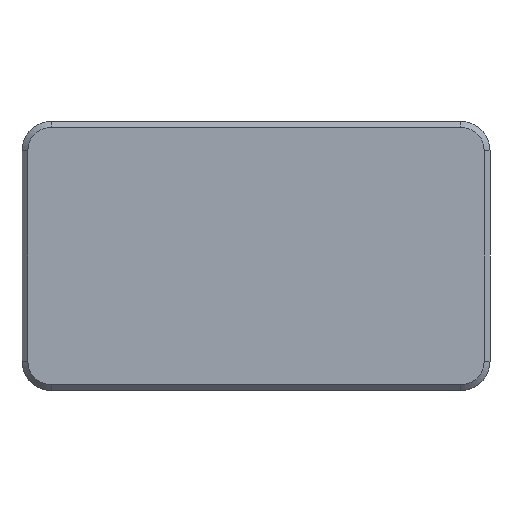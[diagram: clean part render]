
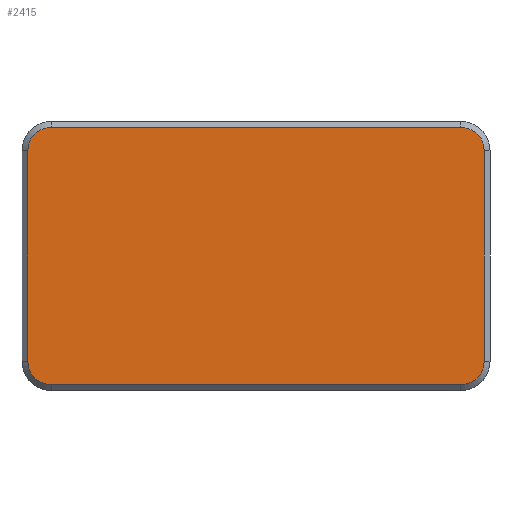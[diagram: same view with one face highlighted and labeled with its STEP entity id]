
A CAD part, front view. The second image highlights one B-rep face of the part: STEP entity #2415.
In plain terms, the highlighted planar face has unit normal (0, -1, 0).
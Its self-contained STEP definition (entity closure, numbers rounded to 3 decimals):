
#97=CIRCLE('',#2573,4.);
#99=CIRCLE('',#2577,4.);
#101=CIRCLE('',#2581,4.);
#103=CIRCLE('',#2585,4.);
#229=FACE_OUTER_BOUND('',#370,.T.);
#370=EDGE_LOOP('',(#1945,#1946,#1947,#1948,#1949,#1950,#1951,#1952));
#619=LINE('',#3913,#888);
#624=LINE('',#3925,#893);
#627=LINE('',#3936,#896);
#631=LINE('',#3948,#900);
#888=VECTOR('',#3047,10.);
#893=VECTOR('',#3060,10.);
#896=VECTOR('',#3071,10.);
#900=VECTOR('',#3083,10.);
#1122=VERTEX_POINT('',#3910);
#1123=VERTEX_POINT('',#3912);
#1125=VERTEX_POINT('',#3918);
#1126=VERTEX_POINT('',#3923);
#1128=VERTEX_POINT('',#3928);
#1130=VERTEX_POINT('',#3934);
#1132=VERTEX_POINT('',#3940);
#1134=VERTEX_POINT('',#3946);
#1403=EDGE_CURVE('',#1122,#1123,#619,.T.);
#1407=EDGE_CURVE('',#1125,#1122,#97,.T.);
#1410=EDGE_CURVE('',#1126,#1125,#624,.T.);
#1412=EDGE_CURVE('',#1128,#1126,#99,.T.);
#1415=EDGE_CURVE('',#1130,#1128,#627,.T.);
#1418=EDGE_CURVE('',#1132,#1130,#101,.T.);
#1421=EDGE_CURVE('',#1134,#1132,#631,.T.);
#1423=EDGE_CURVE('',#1123,#1134,#103,.T.);
#1945=ORIENTED_EDGE('',*,*,#1403,.F.);
#1946=ORIENTED_EDGE('',*,*,#1407,.F.);
#1947=ORIENTED_EDGE('',*,*,#1410,.F.);
#1948=ORIENTED_EDGE('',*,*,#1412,.F.);
#1949=ORIENTED_EDGE('',*,*,#1415,.F.);
#1950=ORIENTED_EDGE('',*,*,#1418,.F.);
#1951=ORIENTED_EDGE('',*,*,#1421,.F.);
#1952=ORIENTED_EDGE('',*,*,#1423,.F.);
#2316=PLANE('',#2590);
#2415=ADVANCED_FACE('',(#229),#2316,.F.);
#2573=AXIS2_PLACEMENT_3D('',#3920,#3053,#3054);
#2577=AXIS2_PLACEMENT_3D('',#3930,#3064,#3065);
#2581=AXIS2_PLACEMENT_3D('',#3942,#3076,#3077);
#2585=AXIS2_PLACEMENT_3D('',#3951,#3087,#3088);
#2590=AXIS2_PLACEMENT_3D('',#3959,#3100,#3101);
#3047=DIRECTION('',(0.,0.,1.));
#3053=DIRECTION('center_axis',(0.,1.,0.));
#3054=DIRECTION('ref_axis',(0.,0.,-1.));
#3060=DIRECTION('',(-1.,0.,0.));
#3064=DIRECTION('center_axis',(0.,1.,0.));
#3065=DIRECTION('ref_axis',(1.,0.,0.));
#3071=DIRECTION('',(0.,0.,-1.));
#3076=DIRECTION('center_axis',(0.,1.,0.));
#3077=DIRECTION('ref_axis',(0.,0.,1.));
#3083=DIRECTION('',(1.,0.,0.));
#3087=DIRECTION('center_axis',(0.,1.,0.));
#3088=DIRECTION('ref_axis',(-1.,0.,0.));
#3100=DIRECTION('center_axis',(0.,1.,0.));
#3101=DIRECTION('ref_axis',(1.,0.,0.));
#3910=CARTESIAN_POINT('',(-39.,-2.,-18.));
#3912=CARTESIAN_POINT('',(-39.,-2.,18.));
#3913=CARTESIAN_POINT('',(-39.,-2.,9.));
#3918=CARTESIAN_POINT('',(-35.,-2.,-22.));
#3920=CARTESIAN_POINT('Origin',(-35.,-2.,-18.));
#3923=CARTESIAN_POINT('',(35.,-2.,-22.));
#3925=CARTESIAN_POINT('',(-17.5,-2.,-22.));
#3928=CARTESIAN_POINT('',(39.,-2.,-18.));
#3930=CARTESIAN_POINT('Origin',(35.,-2.,-18.));
#3934=CARTESIAN_POINT('',(39.,-2.,18.));
#3936=CARTESIAN_POINT('',(39.,-2.,-9.));
#3940=CARTESIAN_POINT('',(35.,-2.,22.));
#3942=CARTESIAN_POINT('Origin',(35.,-2.,18.));
#3946=CARTESIAN_POINT('',(-35.,-2.,22.));
#3948=CARTESIAN_POINT('',(17.5,-2.,22.));
#3951=CARTESIAN_POINT('Origin',(-35.,-2.,18.));
#3959=CARTESIAN_POINT('Origin',(0.,-2.,0.));
